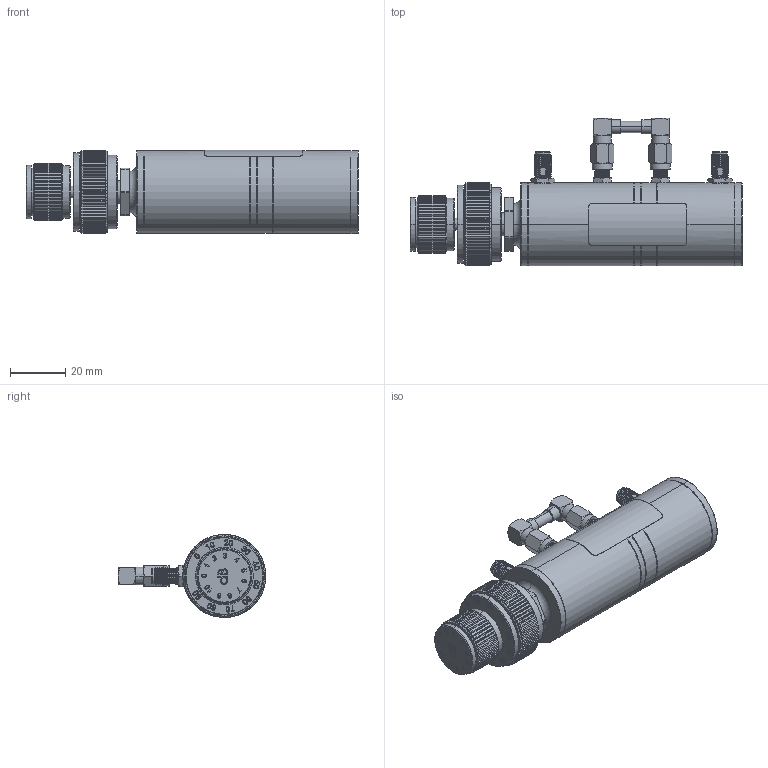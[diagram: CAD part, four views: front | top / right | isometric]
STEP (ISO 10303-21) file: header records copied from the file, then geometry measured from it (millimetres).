
FILE_DESCRIPTION (( 'STEP AP203' ), '1' );
FILE_NAME ('SA37100SMA.step', '2019-07-15T13:13:00', ( '' ), ( '' ), 'SwSTEP 2.0', 'SolidWorks 2018', '' );
FILE_SCHEMA (( 'CONFIG_CONTROL_DESIGN' ));
Length unit declared in the file: inch
Products named in the file (1): SA37100SMA
Bounding box: 120 x 53.4 x 30 mm (x, y, z)
Volume: 75852.7 mm3; surface area: 17377 mm2
Topology: 4 solids, 6 shells, 1582 faces, 3810 edges, 2334 vertices
Faces by surface type: plane 541, cone 376, bspline 367, cylinder 292, torus 6
Entity records: 89303 total; most frequent: CARTESIAN_POINT 56551, ORIENTED_EDGE 7620, DIRECTION 5424, EDGE_CURVE 3810, VERTEX_POINT 2334, AXIS2_PLACEMENT_3D 2050, EDGE_LOOP 1676, ADVANCED_FACE 1582
